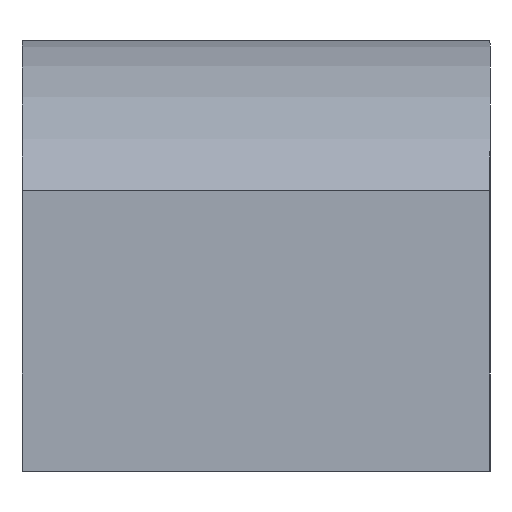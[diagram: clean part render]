
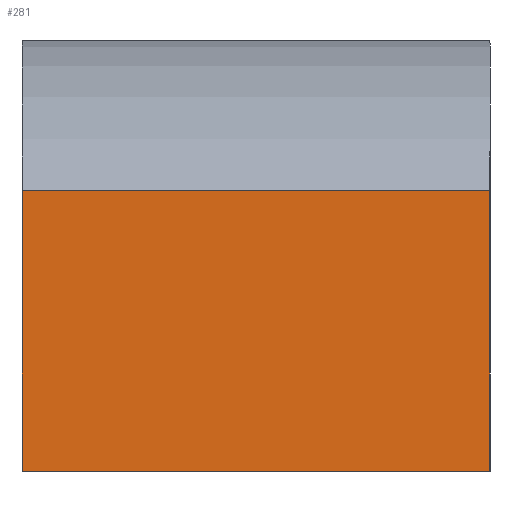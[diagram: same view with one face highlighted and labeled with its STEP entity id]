
A CAD part, left-side view. The second image highlights one B-rep face of the part: STEP entity #281.
In plain terms, the highlighted planar face has unit normal (-1, 0, 0).
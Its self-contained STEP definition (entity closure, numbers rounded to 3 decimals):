
#26=PLANE('',#327);
#40=FACE_OUTER_BOUND('',#57,.T.);
#57=EDGE_LOOP('',(#254,#255,#256,#257));
#63=LINE('',#423,#89);
#72=LINE('',#457,#98);
#80=LINE('',#477,#106);
#82=LINE('',#480,#108);
#89=VECTOR('',#342,10.);
#98=VECTOR('',#375,10.);
#106=VECTOR('',#395,10.);
#108=VECTOR('',#399,10.);
#128=VERTEX_POINT('',#420);
#129=VERTEX_POINT('',#422);
#142=VERTEX_POINT('',#456);
#148=VERTEX_POINT('',#476);
#155=EDGE_CURVE('',#128,#129,#63,.T.);
#172=EDGE_CURVE('',#142,#129,#72,.T.);
#182=EDGE_CURVE('',#148,#142,#80,.T.);
#184=EDGE_CURVE('',#148,#128,#82,.T.);
#254=ORIENTED_EDGE('',*,*,#182,.T.);
#255=ORIENTED_EDGE('',*,*,#172,.T.);
#256=ORIENTED_EDGE('',*,*,#155,.F.);
#257=ORIENTED_EDGE('',*,*,#184,.F.);
#281=ADVANCED_FACE('',(#40),#26,.T.);
#327=AXIS2_PLACEMENT_3D('',#486,#405,#406);
#342=DIRECTION('',(0.,-1.,0.));
#375=DIRECTION('',(0.,0.,1.));
#395=DIRECTION('',(0.,-1.,0.));
#399=DIRECTION('',(0.,0.,1.));
#405=DIRECTION('center_axis',(-1.,0.,0.));
#406=DIRECTION('ref_axis',(0.,-1.,0.));
#420=CARTESIAN_POINT('',(-50.,12.5,15.));
#422=CARTESIAN_POINT('',(-50.,-12.5,15.));
#423=CARTESIAN_POINT('',(-50.,12.5,15.));
#456=CARTESIAN_POINT('',(-50.,-12.5,0.));
#457=CARTESIAN_POINT('',(-50.,-12.5,0.));
#476=CARTESIAN_POINT('',(-50.,12.5,0.));
#477=CARTESIAN_POINT('',(-50.,12.5,0.));
#480=CARTESIAN_POINT('',(-50.,12.5,0.));
#486=CARTESIAN_POINT('Origin',(-50.,12.5,0.));
